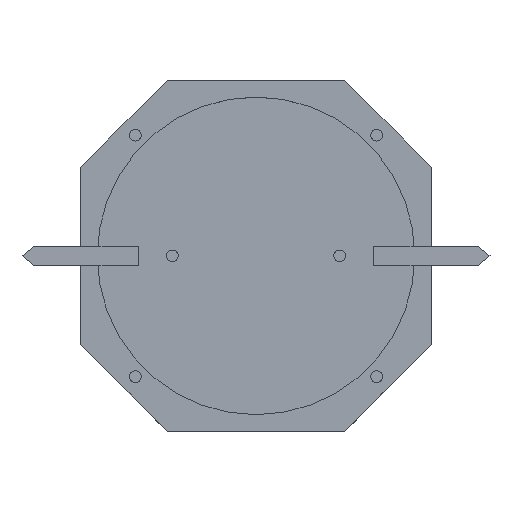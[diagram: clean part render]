
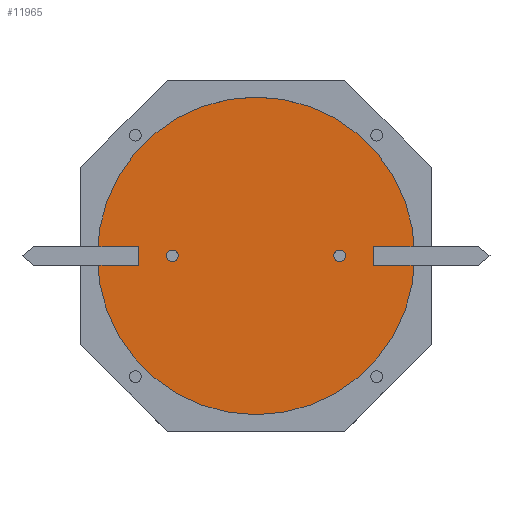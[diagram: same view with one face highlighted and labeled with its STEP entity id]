
A CAD part, top view. The second image highlights one B-rep face of the part: STEP entity #11965.
In plain terms, the highlighted face is planar.
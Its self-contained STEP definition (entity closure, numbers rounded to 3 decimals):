
#2713 = ORIENTED_EDGE ( 'NONE', *, *, #11981, .T. ) ;
#2716 = ORIENTED_EDGE ( 'NONE', *, *, #11935, .T. ) ;
#2717 = EDGE_LOOP ( 'NONE', ( #2780, #2786 ) ) ;
#2718 = ORIENTED_EDGE ( 'NONE', *, *, #11850, .T. ) ;
#2720 = ORIENTED_EDGE ( 'NONE', *, *, #2737, .T. ) ;
#2724 = EDGE_CURVE ( 'NONE', #11885, #11946, #22203, .T. ) ;
#2725 = EDGE_CURVE ( 'NONE', #11854, #11895, #22197, .T. ) ;
#2728 = ORIENTED_EDGE ( 'NONE', *, *, #2738, .T. ) ;
#2730 = EDGE_LOOP ( 'NONE', ( #2720, #2718 ) ) ;
#2732 = ORIENTED_EDGE ( 'NONE', *, *, #11849, .T. ) ;
#2737 = EDGE_CURVE ( 'NONE', #11899, #11904, #22252, .T. ) ;
#2738 = EDGE_CURVE ( 'NONE', #11907, #11903, #22198, .T. ) ;
#2739 = EDGE_CURVE ( 'NONE', #11878, #11959, #21816, .T. ) ;
#2753 = ORIENTED_EDGE ( 'NONE', *, *, #11880, .T. ) ;
#2756 = EDGE_LOOP ( 'NONE', ( #2778, #2761 ) ) ;
#2761 = ORIENTED_EDGE ( 'NONE', *, *, #11945, .T. ) ;
#2763 = EDGE_LOOP ( 'NONE', ( #2781, #2753 ) ) ;
#2767 = ORIENTED_EDGE ( 'NONE', *, *, #11846, .T. ) ;
#2774 = EDGE_LOOP ( 'NONE', ( #2775, #2767 ) ) ;
#2775 = ORIENTED_EDGE ( 'NONE', *, *, #2725, .T. ) ;
#2778 = ORIENTED_EDGE ( 'NONE', *, *, #2724, .T. ) ;
#2780 = ORIENTED_EDGE ( 'NONE', *, *, #11863, .F. ) ;
#2781 = ORIENTED_EDGE ( 'NONE', *, *, #2739, .T. ) ;
#2784 = EDGE_LOOP ( 'NONE', ( #2713, #2716 ) ) ;
#2785 = EDGE_CURVE ( 'NONE', #11836, #11835, #22308, .T. ) ;
#2786 = ORIENTED_EDGE ( 'NONE', *, *, #2785, .F. ) ;
#11835 = VERTEX_POINT ( 'NONE', #12546 ) ;
#11836 = VERTEX_POINT ( 'NONE', #12549 ) ;
#11846 = EDGE_CURVE ( 'NONE', #11895, #11854, #12528, .T. ) ;
#11849 = EDGE_CURVE ( 'NONE', #11903, #11907, #12589, .T. ) ;
#11850 = EDGE_CURVE ( 'NONE', #11904, #11899, #12529, .T. ) ;
#11854 = VERTEX_POINT ( 'NONE', #12562 ) ;
#11863 = EDGE_CURVE ( 'NONE', #11835, #11836, #12608, .T. ) ;
#11878 = VERTEX_POINT ( 'NONE', #12590 ) ;
#11880 = EDGE_CURVE ( 'NONE', #11959, #11878, #12597, .T. ) ;
#11885 = VERTEX_POINT ( 'NONE', #12603 ) ;
#11895 = VERTEX_POINT ( 'NONE', #12633 ) ;
#11899 = VERTEX_POINT ( 'NONE', #12685 ) ;
#11903 = VERTEX_POINT ( 'NONE', #12684 ) ;
#11904 = VERTEX_POINT ( 'NONE', #12671 ) ;
#11907 = VERTEX_POINT ( 'NONE', #12673 ) ;
#11935 = EDGE_CURVE ( 'NONE', #11957, #11953, #12742, .T. ) ;
#11945 = EDGE_CURVE ( 'NONE', #11946, #11885, #12722, .T. ) ;
#11946 = VERTEX_POINT ( 'NONE', #12759 ) ;
#11953 = VERTEX_POINT ( 'NONE', #12757 ) ;
#11957 = VERTEX_POINT ( 'NONE', #12763 ) ;
#11959 = VERTEX_POINT ( 'NONE', #12748 ) ;
#11963 = EDGE_LOOP ( 'NONE', ( #2728, #2732 ) ) ;
#11965 = ADVANCED_FACE ( 'NONE', ( #12746, #12758, #12800, #12747, #12798, #12801, #12807 ), #12804, .T. ) ;
#11981 = EDGE_CURVE ( 'NONE', #11953, #11957, #12838, .T. ) ;
#12528 = CIRCLE ( 'NONE', #12533, 0.35 ) ;
#12529 = CIRCLE ( 'NONE', #12566, 0.35 ) ;
#12533 = AXIS2_PLACEMENT_3D ( 'NONE', #12587, #12586, #12585 ) ;
#12546 = CARTESIAN_POINT ( 'NONE',  ( 14.557, 1.087, 0. ) ) ;
#12549 = CARTESIAN_POINT ( 'NONE',  ( -4.443, 1.087, 0. ) ) ;
#12558 = AXIS2_PLACEMENT_3D ( 'NONE', #12607, #12602, #12601 ) ;
#12562 = CARTESIAN_POINT ( 'NONE',  ( 5.407, 9.837, 0. ) ) ;
#12564 = DIRECTION ( 'NONE',  ( 1., 0., 0. ) ) ;
#12565 = DIRECTION ( 'NONE',  ( 0., 0., 1. ) ) ;
#12566 = AXIS2_PLACEMENT_3D ( 'NONE', #12572, #12565, #12564 ) ;
#12569 = DIRECTION ( 'NONE',  ( 1., 0., 0. ) ) ;
#12570 = DIRECTION ( 'NONE',  ( 0., 0., 1. ) ) ;
#12572 = CARTESIAN_POINT ( 'NONE',  ( 5.057, 8.587, 0. ) ) ;
#12578 = AXIS2_PLACEMENT_3D ( 'NONE', #12588, #12570, #12569 ) ;
#12585 = DIRECTION ( 'NONE',  ( 1., 0., 0. ) ) ;
#12586 = DIRECTION ( 'NONE',  ( 0., 0., 1. ) ) ;
#12587 = CARTESIAN_POINT ( 'NONE',  ( 5.057, 9.837, 0. ) ) ;
#12588 = CARTESIAN_POINT ( 'NONE',  ( 5.057, 6.087, 0. ) ) ;
#12589 = CIRCLE ( 'NONE', #12578, 0.35 ) ;
#12590 = CARTESIAN_POINT ( 'NONE',  ( 5.407, -6.413, 0. ) ) ;
#12597 = CIRCLE ( 'NONE', #12638, 0.35 ) ;
#12601 = DIRECTION ( 'NONE',  ( 1., 0., 0. ) ) ;
#12602 = DIRECTION ( 'NONE',  ( 0., 0., 1. ) ) ;
#12603 = CARTESIAN_POINT ( 'NONE',  ( 5.407, -3.913, 0. ) ) ;
#12607 = CARTESIAN_POINT ( 'NONE',  ( 5.057, 1.087, 0. ) ) ;
#12608 = CIRCLE ( 'NONE', #12558, 9.5 ) ;
#12633 = CARTESIAN_POINT ( 'NONE',  ( 4.707, 9.837, 0. ) ) ;
#12634 = DIRECTION ( 'NONE',  ( 1., 0., 0. ) ) ;
#12635 = DIRECTION ( 'NONE',  ( 0., 0., 1. ) ) ;
#12636 = CARTESIAN_POINT ( 'NONE',  ( 5.057, -6.413, 0. ) ) ;
#12638 = AXIS2_PLACEMENT_3D ( 'NONE', #12636, #12635, #12634 ) ;
#12671 = CARTESIAN_POINT ( 'NONE',  ( 4.707, 8.587, 0. ) ) ;
#12673 = CARTESIAN_POINT ( 'NONE',  ( 5.407, 6.087, 0. ) ) ;
#12684 = CARTESIAN_POINT ( 'NONE',  ( 4.707, 6.087, 0. ) ) ;
#12685 = CARTESIAN_POINT ( 'NONE',  ( 5.407, 8.587, 0. ) ) ;
#12722 = CIRCLE ( 'NONE', #12765, 0.35 ) ;
#12729 = DIRECTION ( 'NONE',  ( 1., 0., 0. ) ) ;
#12730 = DIRECTION ( 'NONE',  ( 0., 0., 1. ) ) ;
#12737 = CARTESIAN_POINT ( 'NONE',  ( 5.057, -7.663, 0. ) ) ;
#12742 = CIRCLE ( 'NONE', #12743, 0.35 ) ;
#12743 = AXIS2_PLACEMENT_3D ( 'NONE', #12737, #12730, #12729 ) ;
#12746 = FACE_BOUND ( 'NONE', #11963, .T. ) ;
#12747 = FACE_BOUND ( 'NONE', #2756, .T. ) ;
#12748 = CARTESIAN_POINT ( 'NONE',  ( 4.707, -6.413, 0. ) ) ;
#12757 = CARTESIAN_POINT ( 'NONE',  ( 5.407, -7.663, 0. ) ) ;
#12758 = FACE_BOUND ( 'NONE', #2730, .T. ) ;
#12759 = CARTESIAN_POINT ( 'NONE',  ( 4.707, -3.913, 0. ) ) ;
#12760 = DIRECTION ( 'NONE',  ( 1., 0., 0. ) ) ;
#12761 = DIRECTION ( 'NONE',  ( 0., 0., 1. ) ) ;
#12763 = CARTESIAN_POINT ( 'NONE',  ( 4.707, -7.663, 0. ) ) ;
#12765 = AXIS2_PLACEMENT_3D ( 'NONE', #12770, #12761, #12760 ) ;
#12770 = CARTESIAN_POINT ( 'NONE',  ( 5.057, -3.913, 0. ) ) ;
#12790 = DIRECTION ( 'NONE',  ( -1., 0., 0. ) ) ;
#12791 = DIRECTION ( 'NONE',  ( 0., 0., -1. ) ) ;
#12795 = CARTESIAN_POINT ( 'NONE',  ( 5.057, 1.087, 0. ) ) ;
#12798 = FACE_BOUND ( 'NONE', #2763, .T. ) ;
#12799 = AXIS2_PLACEMENT_3D ( 'NONE', #12795, #12791, #12790 ) ;
#12800 = FACE_BOUND ( 'NONE', #2774, .T. ) ;
#12801 = FACE_BOUND ( 'NONE', #2784, .T. ) ;
#12804 = PLANE ( 'NONE',  #12799 ) ;
#12807 = FACE_OUTER_BOUND ( 'NONE', #2717, .T. ) ;
#12822 = DIRECTION ( 'NONE',  ( 1., 0., 0. ) ) ;
#12823 = DIRECTION ( 'NONE',  ( 0., 0., 1. ) ) ;
#12824 = CARTESIAN_POINT ( 'NONE',  ( 5.057, -7.663, 0. ) ) ;
#12825 = AXIS2_PLACEMENT_3D ( 'NONE', #12824, #12823, #12822 ) ;
#12838 = CIRCLE ( 'NONE', #12825, 0.35 ) ;
#21806 = DIRECTION ( 'NONE',  ( 1., 0., 0. ) ) ;
#21807 = DIRECTION ( 'NONE',  ( 0., 0., 1. ) ) ;
#21808 = CARTESIAN_POINT ( 'NONE',  ( 5.057, -6.413, 0. ) ) ;
#21809 = AXIS2_PLACEMENT_3D ( 'NONE', #21808, #21807, #21806 ) ;
#21816 = CIRCLE ( 'NONE', #21809, 0.35 ) ;
#22195 = DIRECTION ( 'NONE',  ( 1., 0., 0. ) ) ;
#22196 = AXIS2_PLACEMENT_3D ( 'NONE', #22210, #22204, #22195 ) ;
#22197 = CIRCLE ( 'NONE', #22196, 0.35 ) ;
#22198 = CIRCLE ( 'NONE', #22241, 0.35 ) ;
#22200 = DIRECTION ( 'NONE',  ( 1., 0., 0. ) ) ;
#22201 = DIRECTION ( 'NONE',  ( 0., 0., 1. ) ) ;
#22202 = AXIS2_PLACEMENT_3D ( 'NONE', #22207, #22201, #22200 ) ;
#22203 = CIRCLE ( 'NONE', #22202, 0.35 ) ;
#22204 = DIRECTION ( 'NONE',  ( 0., 0., 1. ) ) ;
#22207 = CARTESIAN_POINT ( 'NONE',  ( 5.057, -3.913, 0. ) ) ;
#22210 = CARTESIAN_POINT ( 'NONE',  ( 5.057, 9.837, 0. ) ) ;
#22232 = DIRECTION ( 'NONE',  ( 1., 0., 0. ) ) ;
#22234 = DIRECTION ( 'NONE',  ( 0., 0., 1. ) ) ;
#22235 = DIRECTION ( 'NONE',  ( 1., 0., 0. ) ) ;
#22236 = DIRECTION ( 'NONE',  ( 0., 0., 1. ) ) ;
#22237 = AXIS2_PLACEMENT_3D ( 'NONE', #22248, #22236, #22235 ) ;
#22241 = AXIS2_PLACEMENT_3D ( 'NONE', #22242, #22234, #22232 ) ;
#22242 = CARTESIAN_POINT ( 'NONE',  ( 5.057, 6.087, 0. ) ) ;
#22248 = CARTESIAN_POINT ( 'NONE',  ( 5.057, 8.587, 0. ) ) ;
#22252 = CIRCLE ( 'NONE', #22237, 0.35 ) ;
#22299 = DIRECTION ( 'NONE',  ( 1., 0., 0. ) ) ;
#22300 = DIRECTION ( 'NONE',  ( 0., 0., 1. ) ) ;
#22301 = CARTESIAN_POINT ( 'NONE',  ( 5.057, 1.087, 0. ) ) ;
#22302 = AXIS2_PLACEMENT_3D ( 'NONE', #22301, #22300, #22299 ) ;
#22308 = CIRCLE ( 'NONE', #22302, 9.5 ) ;
